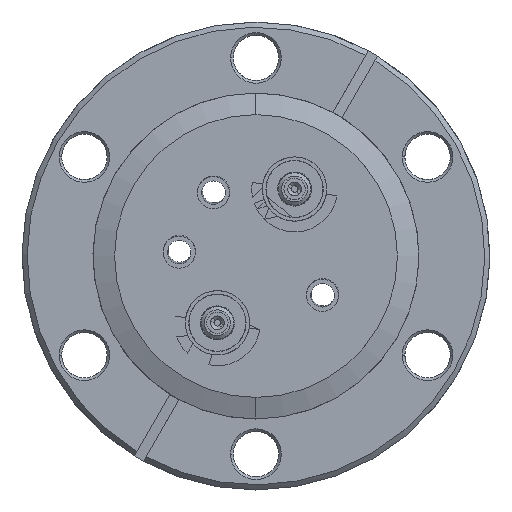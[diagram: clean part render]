
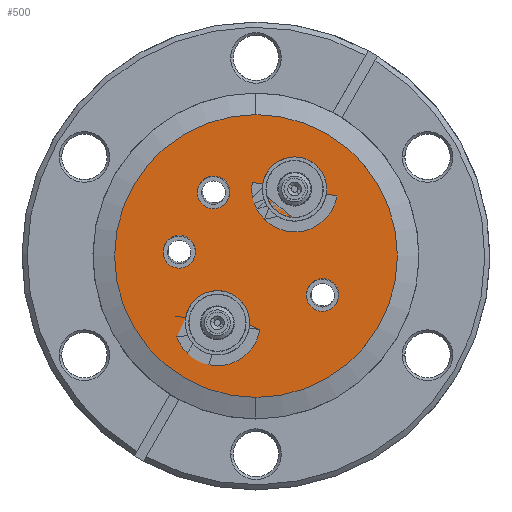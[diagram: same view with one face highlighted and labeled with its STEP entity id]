
A CAD part, top view. The second image highlights one B-rep face of the part: STEP entity #500.
In plain terms, the highlighted planar face has unit normal (-0.001, -0.003, 1).
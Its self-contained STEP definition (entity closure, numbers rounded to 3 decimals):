
#193=LINE('',#4195,#305);
#194=LINE('',#4200,#306);
#195=LINE('',#4214,#307);
#196=LINE('',#4219,#308);
#305=VECTOR('',#3233,1.);
#306=VECTOR('',#3236,1.);
#307=VECTOR('',#3239,1.);
#308=VECTOR('',#3242,1.);
#418=PLANE('',#2829);
#486=ELLIPSE('',#2825,4.763,4.763);
#487=ELLIPSE('',#2826,4.756,4.756);
#488=ELLIPSE('',#2827,4.763,4.763);
#489=ELLIPSE('',#2828,4.756,4.756);
#500=ADVANCED_FACE('',(#794,#795,#796,#797,#798,#799,#800,#801),#418,.T.);
#764=B_SPLINE_CURVE_WITH_KNOTS('',3,(#4202,#4203,#4204,#4205,#4206,#4207,
#4208,#4209,#4210,#4211),.UNSPECIFIED.,.F.,.F.,(4,2,2,2,4),(0.,0.25,0.5,
0.75,1.),.UNSPECIFIED.);
#765=B_SPLINE_CURVE_WITH_KNOTS('',3,(#4221,#4222,#4223,#4224,#4225,#4226,
#4227,#4228,#4229,#4230),.UNSPECIFIED.,.F.,.F.,(4,2,2,2,4),(0.,0.25,0.5,
0.75,1.),.UNSPECIFIED.);
#794=FACE_BOUND('',#1042,.T.);
#795=FACE_BOUND('',#1043,.T.);
#796=FACE_BOUND('',#1044,.T.);
#797=FACE_BOUND('',#1045,.T.);
#798=FACE_BOUND('',#1046,.T.);
#799=FACE_BOUND('',#1047,.T.);
#800=FACE_BOUND('',#1048,.T.);
#801=FACE_BOUND('',#1049,.T.);
#1042=EDGE_LOOP('',(#1380));
#1043=EDGE_LOOP('',(#1381,#1382));
#1044=EDGE_LOOP('',(#1383));
#1045=EDGE_LOOP('',(#1384));
#1046=EDGE_LOOP('',(#1385,#1386,#1387,#1388));
#1047=EDGE_LOOP('',(#1389));
#1048=EDGE_LOOP('',(#1390,#1391,#1392,#1393));
#1049=EDGE_LOOP('',(#1394));
#1380=ORIENTED_EDGE('',*,*,#2302,.T.);
#1381=ORIENTED_EDGE('',*,*,#2303,.T.);
#1382=ORIENTED_EDGE('',*,*,#2304,.F.);
#1383=ORIENTED_EDGE('',*,*,#2305,.T.);
#1384=ORIENTED_EDGE('',*,*,#2306,.T.);
#1385=ORIENTED_EDGE('',*,*,#2307,.F.);
#1386=ORIENTED_EDGE('',*,*,#2308,.T.);
#1387=ORIENTED_EDGE('',*,*,#2309,.F.);
#1388=ORIENTED_EDGE('',*,*,#2310,.F.);
#1389=ORIENTED_EDGE('',*,*,#2311,.F.);
#1390=ORIENTED_EDGE('',*,*,#2312,.F.);
#1391=ORIENTED_EDGE('',*,*,#2313,.T.);
#1392=ORIENTED_EDGE('',*,*,#2314,.F.);
#1393=ORIENTED_EDGE('',*,*,#2315,.F.);
#1394=ORIENTED_EDGE('',*,*,#2316,.F.);
#2048=VERTEX_POINT('',#4186);
#2049=VERTEX_POINT('',#4188);
#2050=VERTEX_POINT('',#4189);
#2051=VERTEX_POINT('',#4192);
#2052=VERTEX_POINT('',#4194);
#2053=VERTEX_POINT('',#4196);
#2054=VERTEX_POINT('',#4197);
#2055=VERTEX_POINT('',#4199);
#2056=VERTEX_POINT('',#4201);
#2057=VERTEX_POINT('',#4213);
#2058=VERTEX_POINT('',#4215);
#2059=VERTEX_POINT('',#4216);
#2060=VERTEX_POINT('',#4218);
#2061=VERTEX_POINT('',#4220);
#2062=VERTEX_POINT('',#4232);
#2302=EDGE_CURVE('',#2048,#2048,#2634,.T.);
#2303=EDGE_CURVE('',#2049,#2050,#2635,.T.);
#2304=EDGE_CURVE('',#2049,#2050,#2636,.T.);
#2305=EDGE_CURVE('',#2051,#2051,#2637,.T.);
#2306=EDGE_CURVE('',#2052,#2052,#2638,.T.);
#2307=EDGE_CURVE('',#2053,#2054,#193,.T.);
#2308=EDGE_CURVE('',#2053,#2055,#486,.T.);
#2309=EDGE_CURVE('',#2056,#2055,#194,.T.);
#2310=EDGE_CURVE('',#2054,#2056,#764,.T.);
#2311=EDGE_CURVE('',#2057,#2057,#487,.T.);
#2312=EDGE_CURVE('',#2058,#2059,#195,.T.);
#2313=EDGE_CURVE('',#2058,#2060,#488,.T.);
#2314=EDGE_CURVE('',#2061,#2060,#196,.T.);
#2315=EDGE_CURVE('',#2059,#2061,#765,.T.);
#2316=EDGE_CURVE('',#2062,#2062,#489,.T.);
#2634=CIRCLE('',#2820,2.381);
#2635=CIRCLE('',#2821,20.955);
#2636=CIRCLE('',#2822,20.955);
#2637=CIRCLE('',#2823,2.381);
#2638=CIRCLE('',#2824,2.381);
#2820=AXIS2_PLACEMENT_3D('',#4185,#3223,#3224);
#2821=AXIS2_PLACEMENT_3D('',#4187,#3225,#3226);
#2822=AXIS2_PLACEMENT_3D('',#4190,#3227,#3228);
#2823=AXIS2_PLACEMENT_3D('',#4191,#3229,#3230);
#2824=AXIS2_PLACEMENT_3D('',#4193,#3231,#3232);
#2825=AXIS2_PLACEMENT_3D('',#4198,#3234,#3235);
#2826=AXIS2_PLACEMENT_3D('',#4212,#3237,#3238);
#2827=AXIS2_PLACEMENT_3D('',#4217,#3240,#3241);
#2828=AXIS2_PLACEMENT_3D('',#4231,#3243,#3244);
#2829=AXIS2_PLACEMENT_3D('',#4233,#3245,#3246);
#3223=DIRECTION('',(0.,0.003,-1.));
#3224=DIRECTION('',(0.,-1.,-0.003));
#3225=DIRECTION('',(0.,-0.003,1.));
#3226=DIRECTION('',(0.,1.,0.003));
#3227=DIRECTION('',(0.,0.003,-1.));
#3228=DIRECTION('',(0.,1.,0.003));
#3229=DIRECTION('',(0.,0.003,-1.));
#3230=DIRECTION('',(0.,-1.,-0.003));
#3231=DIRECTION('',(0.,0.003,-1.));
#3232=DIRECTION('',(0.,-1.,-0.003));
#3233=DIRECTION('',(-0.988,0.156,0.));
#3234=DIRECTION('',(0.,-0.003,1.));
#3235=DIRECTION('',(0.156,0.988,0.003));
#3236=DIRECTION('',(-0.988,0.156,0.));
#3237=DIRECTION('',(0.,-0.003,1.));
#3238=DIRECTION('',(0.156,0.988,0.003));
#3239=DIRECTION('',(-0.988,0.156,0.));
#3240=DIRECTION('',(0.,-0.003,1.));
#3241=DIRECTION('',(0.156,0.988,0.003));
#3242=DIRECTION('',(-0.988,0.156,0.));
#3243=DIRECTION('',(0.,-0.003,1.));
#3244=DIRECTION('',(0.156,0.988,0.003));
#3245=DIRECTION('',(0.,-0.003,1.));
#3246=DIRECTION('',(0.,-1.,-0.003));
#4185=CARTESIAN_POINT('',(8.428,-5.105,-2.56));
#4186=CARTESIAN_POINT('',(8.428,-7.487,-2.567));
#4187=CARTESIAN_POINT('',(-1.471,0.61,-2.548));
#4188=CARTESIAN_POINT('',(-1.471,21.564,-2.487));
#4189=CARTESIAN_POINT('',(-1.471,-20.345,-2.608));
#4190=CARTESIAN_POINT('',(-1.471,0.61,-2.548));
#4191=CARTESIAN_POINT('',(-12.81,1.29,-2.551));
#4192=CARTESIAN_POINT('',(-12.81,-1.091,-2.558));
#4193=CARTESIAN_POINT('',(-7.73,10.089,-2.523));
#4194=CARTESIAN_POINT('',(-7.73,7.708,-2.53));
#4195=CARTESIAN_POINT('',(-3.139,-9.93,-2.579));
#4196=CARTESIAN_POINT('',(-11.89,-8.545,-2.579));
#4197=CARTESIAN_POINT('',(-13.458,-8.296,-2.579));
#4198=CARTESIAN_POINT('',(-7.186,-9.289,-2.579));
#4199=CARTESIAN_POINT('',(-2.482,-10.034,-2.579));
#4200=CARTESIAN_POINT('',(-3.139,-9.93,-2.579));
#4201=CARTESIAN_POINT('',(-0.914,-10.282,-2.579));
#4202=CARTESIAN_POINT('',(-13.458,-8.296,-2.579));
#4203=CARTESIAN_POINT('',(-13.732,-10.028,-2.579));
#4204=CARTESIAN_POINT('',(-13.353,-11.604,-2.579));
#4205=CARTESIAN_POINT('',(-11.293,-14.44,-2.579));
#4206=CARTESIAN_POINT('',(-9.91,-15.287,-2.579));
#4207=CARTESIAN_POINT('',(-6.448,-15.835,-2.579));
#4208=CARTESIAN_POINT('',(-4.872,-15.456,-2.579));
#4209=CARTESIAN_POINT('',(-2.035,-13.396,-2.579));
#4210=CARTESIAN_POINT('',(-1.188,-12.014,-2.579));
#4211=CARTESIAN_POINT('',(-0.914,-10.282,-2.579));
#4212=CARTESIAN_POINT('',(-7.186,-9.289,-2.579));
#4213=CARTESIAN_POINT('',(-6.443,-4.591,-2.565));
#4214=CARTESIAN_POINT('',(0.2,11.165,-2.517));
#4215=CARTESIAN_POINT('',(-0.457,11.269,-2.517));
#4216=CARTESIAN_POINT('',(-2.025,11.517,-2.517));
#4217=CARTESIAN_POINT('',(4.249,10.541,-2.516));
#4218=CARTESIAN_POINT('',(8.95,9.78,-2.517));
#4219=CARTESIAN_POINT('',(0.2,11.165,-2.517));
#4220=CARTESIAN_POINT('',(10.518,9.532,-2.517));
#4221=CARTESIAN_POINT('',(-2.025,11.517,-2.517));
#4222=CARTESIAN_POINT('',(-2.294,9.789,-2.517));
#4223=CARTESIAN_POINT('',(-1.913,8.215,-2.517));
#4224=CARTESIAN_POINT('',(0.147,5.388,-2.517));
#4225=CARTESIAN_POINT('',(1.529,4.543,-2.517));
#4226=CARTESIAN_POINT('',(4.984,3.995,-2.517));
#4227=CARTESIAN_POINT('',(6.558,4.373,-2.517));
#4228=CARTESIAN_POINT('',(9.392,6.426,-2.517));
#4229=CARTESIAN_POINT('',(10.24,7.803,-2.517));
#4230=CARTESIAN_POINT('',(10.518,9.532,-2.517));
#4231=CARTESIAN_POINT('',(4.249,10.541,-2.516));
#4232=CARTESIAN_POINT('',(4.993,15.239,-2.503));
#4233=CARTESIAN_POINT('',(-1.471,0.61,-2.548));
